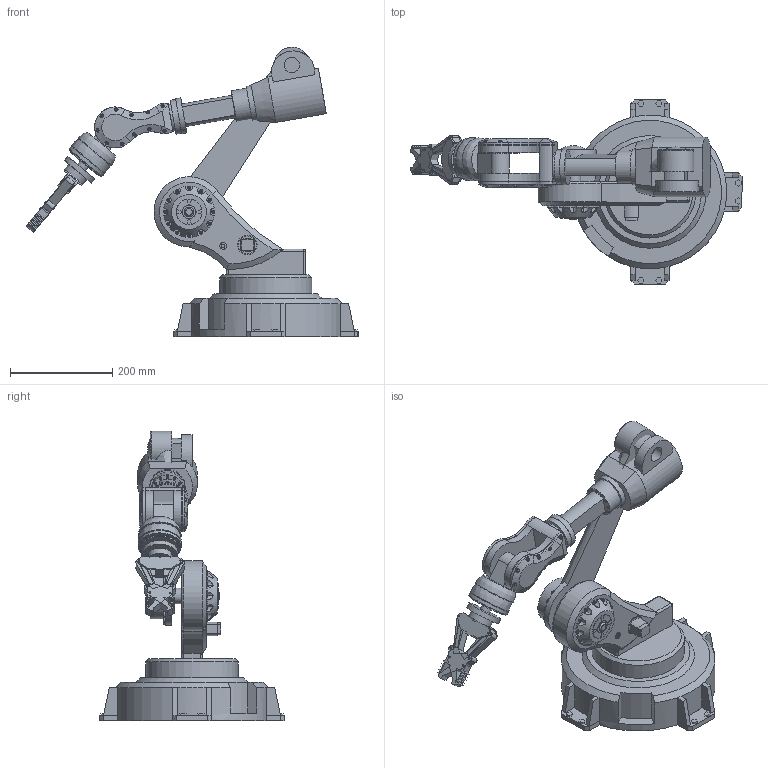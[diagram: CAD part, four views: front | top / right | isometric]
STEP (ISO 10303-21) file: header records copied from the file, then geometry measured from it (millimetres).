
FILE_DESCRIPTION(/* description */ (''),/* implementation_level */ '2;1');
FILE_NAME(/* name */ 'Industrial robot v0 v1.step',/* time_stamp */ '2023-03-17T15:47:51+05:30',/* author */ (''),/* organization */ (''),/* preprocessor_version */ 'ST-DEVELOPER v19.2',/* originating_system */ 'Autodesk Translation Framework v11.17.0.187',/* authorisation */ '');
FILE_SCHEMA (('AUTOMOTIVE_DESIGN { 1 0 10303 214 3 1 1 }'));
Length unit declared in the file: millimetre
Products named in the file (9): Industrial robot v0; Base; Jaw 1; Jaw 2; Jaw 3; Jaw 4; Jaw 5; Jaw 6; Jaw 7
Assembly tree (9 placements, depth 2):
  Industrial robot v0
    Base
    Jaw 1
    Jaw 2
    Jaw 3
    Jaw 4
    Jaw 5
    Jaw 6
    Jaw 7  x2
Bounding box: 648.45 x 360 x 565.66 mm (x, y, z)
Volume: 11778190.1 mm3; surface area: 778668.7 mm2
Topology: 9 solids, 9 shells, 885 faces, 1979 edges, 1293 vertices
Faces by surface type: plane 535, cylinder 317, cone 22, bspline 5, torus 4, sphere 2
Full cylindrical faces by diameter (mm): 2.5 x16, 3 x42, 3.2 x12, 4.5 x31, 5 x12, 6 x12, 7 x1, 9 x12, 13 x1, 20 x5, 30 x8, 35 x1, 38 x1, 45 x1, 47 x1, 50 x2, 54 x1, 55 x1, 60 x1, 62 x1, 67.311 x1, 69 x1, 69.311 x1, 70 x3, 79 x1, 82.5 x1, 84 x1, 90 x1, 180 x1, 300 x1
Entity records: 24093 total; most frequent: CARTESIAN_POINT 5023, DIRECTION 4106, ORIENTED_EDGE 3666, EDGE_CURVE 1833, AXIS2_PLACEMENT_3D 1561, VERTEX_POINT 1197, EDGE_LOOP 1020, LINE 984
